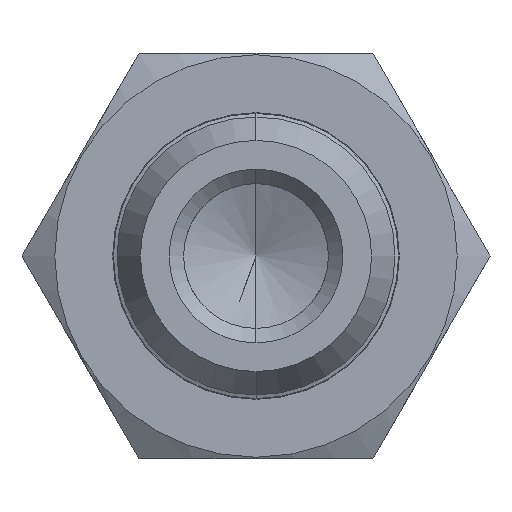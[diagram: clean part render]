
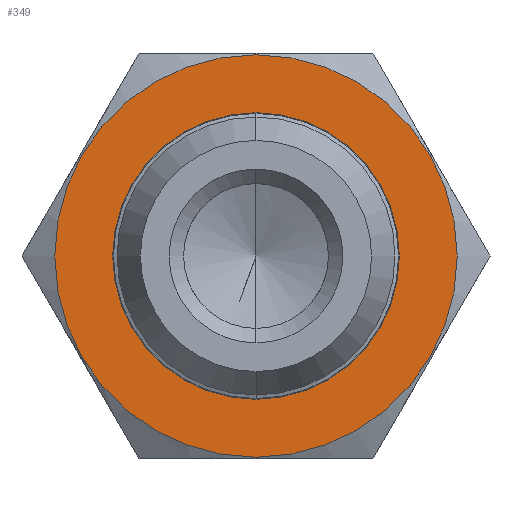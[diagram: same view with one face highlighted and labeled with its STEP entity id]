
A CAD part, front view. The second image highlights one B-rep face of the part: STEP entity #349.
In plain terms, the highlighted planar face has unit normal (0, -1, 0).
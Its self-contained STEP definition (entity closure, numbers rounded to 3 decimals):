
#326 = EDGE_CURVE ( 'NONE', #370, #373, #1441, .T. ) ;
#334 = VERTEX_POINT ( 'NONE', #1300 ) ;
#335 = EDGE_LOOP ( 'NONE', ( #336, #365 ) ) ;
#336 = ORIENTED_EDGE ( 'NONE', *, *, #364, .F. ) ;
#349 = ADVANCED_FACE ( 'NONE', ( #1288, #1287 ), #1286, .T. ) ;
#350 = ORIENTED_EDGE ( 'NONE', *, *, #372, .T. ) ;
#352 = VERTEX_POINT ( 'NONE', #1527 ) ;
#364 = EDGE_CURVE ( 'NONE', #352, #334, #1338, .T. ) ;
#365 = ORIENTED_EDGE ( 'NONE', *, *, #398, .F. ) ;
#366 = ORIENTED_EDGE ( 'NONE', *, *, #326, .T. ) ;
#370 = VERTEX_POINT ( 'NONE', #1497 ) ;
#372 = EDGE_CURVE ( 'NONE', #373, #370, #1496, .T. ) ;
#373 = VERTEX_POINT ( 'NONE', #1401 ) ;
#398 = EDGE_CURVE ( 'NONE', #334, #352, #1487, .T. ) ;
#412 = EDGE_LOOP ( 'NONE', ( #350, #366 ) ) ;
#1280 = DIRECTION ( 'NONE',  ( 0., 0., -1. ) ) ;
#1281 = DIRECTION ( 'NONE',  ( 0., -1., 0. ) ) ;
#1282 = CARTESIAN_POINT ( 'NONE',  ( 4.95, 6.5, 0. ) ) ;
#1285 = AXIS2_PLACEMENT_3D ( 'NONE', #1282, #1281, #1280 ) ;
#1286 = PLANE ( 'NONE',  #1285 ) ;
#1287 = FACE_BOUND ( 'NONE', #335, .T. ) ;
#1288 = FACE_OUTER_BOUND ( 'NONE', #412, .T. ) ;
#1300 = CARTESIAN_POINT ( 'NONE',  ( 0., 6.5, 4.95 ) ) ;
#1325 = DIRECTION ( 'NONE',  ( 0., 0., -1. ) ) ;
#1326 = DIRECTION ( 'NONE',  ( 0., -1., 0. ) ) ;
#1327 = CARTESIAN_POINT ( 'NONE',  ( 0., 6.5, 0. ) ) ;
#1328 = AXIS2_PLACEMENT_3D ( 'NONE', #1327, #1326, #1325 ) ;
#1334 = DIRECTION ( 'NONE',  ( 0., 0., -1. ) ) ;
#1335 = DIRECTION ( 'NONE',  ( 0., -1., 0. ) ) ;
#1336 = CARTESIAN_POINT ( 'NONE',  ( 0., 6.5, 0. ) ) ;
#1337 = AXIS2_PLACEMENT_3D ( 'NONE', #1336, #1335, #1334 ) ;
#1338 = CIRCLE ( 'NONE', #1337, 4.95 ) ;
#1401 = CARTESIAN_POINT ( 'NONE',  ( 0., 6.5, -6.95 ) ) ;
#1402 = DIRECTION ( 'NONE',  ( 0., 0., -1. ) ) ;
#1403 = DIRECTION ( 'NONE',  ( 0., -1., 0. ) ) ;
#1404 = CARTESIAN_POINT ( 'NONE',  ( 0., 6.5, 0. ) ) ;
#1405 = AXIS2_PLACEMENT_3D ( 'NONE', #1404, #1403, #1402 ) ;
#1437 = DIRECTION ( 'NONE',  ( 0., 0., -1. ) ) ;
#1438 = DIRECTION ( 'NONE',  ( 0., -1., 0. ) ) ;
#1439 = CARTESIAN_POINT ( 'NONE',  ( 0., 6.5, 0. ) ) ;
#1440 = AXIS2_PLACEMENT_3D ( 'NONE', #1439, #1438, #1437 ) ;
#1441 = CIRCLE ( 'NONE', #1440, 6.95 ) ;
#1487 = CIRCLE ( 'NONE', #1328, 4.95 ) ;
#1496 = CIRCLE ( 'NONE', #1405, 6.95 ) ;
#1497 = CARTESIAN_POINT ( 'NONE',  ( 0., 6.5, 6.95 ) ) ;
#1527 = CARTESIAN_POINT ( 'NONE',  ( 0., 6.5, -4.95 ) ) ;
